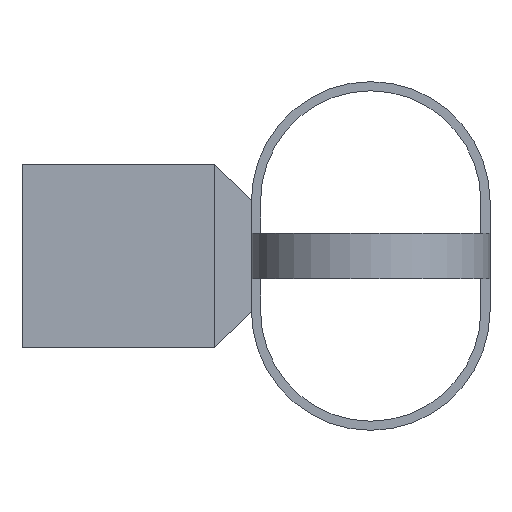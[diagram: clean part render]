
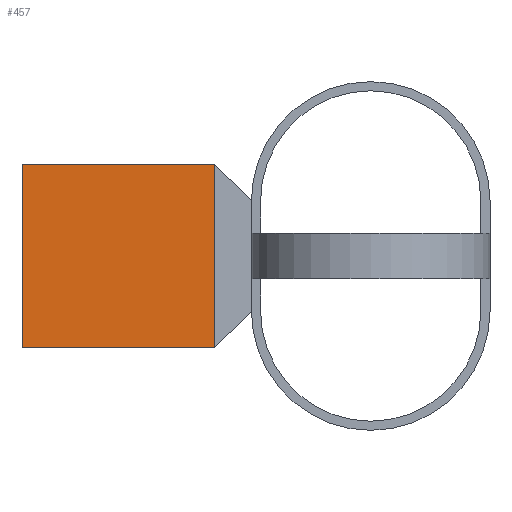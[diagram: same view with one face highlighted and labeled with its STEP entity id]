
A CAD part, left-side view. The second image highlights one B-rep face of the part: STEP entity #457.
In plain terms, the highlighted planar face has unit normal (-1, 0, 0).
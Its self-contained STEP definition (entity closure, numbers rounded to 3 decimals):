
#2 = CARTESIAN_POINT ( 'NONE',  ( -5., 25.5, -5. ) ) ;
#38 = ORIENTED_EDGE ( 'NONE', *, *, #245, .T. ) ;
#44 = VERTEX_POINT ( 'NONE', #70 ) ;
#70 = CARTESIAN_POINT ( 'NONE',  ( -5., 15., 5. ) ) ;
#74 = CARTESIAN_POINT ( 'NONE',  ( -5., 25.5, -5. ) ) ;
#107 = VECTOR ( 'NONE', #246, 1000. ) ;
#127 = DIRECTION ( 'NONE',  ( 0., -1., 0. ) ) ;
#128 = CARTESIAN_POINT ( 'NONE',  ( -5., 25.5, 5. ) ) ;
#149 = CARTESIAN_POINT ( 'NONE',  ( -5., 25.5, -5. ) ) ;
#155 = PLANE ( 'NONE',  #567 ) ;
#180 = EDGE_CURVE ( 'NONE', #967, #313, #996, .T. ) ;
#245 = EDGE_CURVE ( 'NONE', #769, #44, #419, .T. ) ;
#246 = DIRECTION ( 'NONE',  ( 0., 0., 1. ) ) ;
#255 = VECTOR ( 'NONE', #127, 1000. ) ;
#264 = DIRECTION ( 'NONE',  ( 1., 0., 0. ) ) ;
#313 = VERTEX_POINT ( 'NONE', #128 ) ;
#342 = FACE_OUTER_BOUND ( 'NONE', #347, .T. ) ;
#347 = EDGE_LOOP ( 'NONE', ( #1035, #38, #512, #970 ) ) ;
#386 = LINE ( 'NONE', #149, #255 ) ;
#399 = CARTESIAN_POINT ( 'NONE',  ( -5., 25.5, -5. ) ) ;
#402 = CARTESIAN_POINT ( 'NONE',  ( -5., 15., -5. ) ) ;
#419 = LINE ( 'NONE', #1008, #1048 ) ;
#449 = EDGE_CURVE ( 'NONE', #313, #44, #513, .T. ) ;
#457 = ADVANCED_FACE ( 'NONE', ( #342 ), #155, .F. ) ;
#512 = ORIENTED_EDGE ( 'NONE', *, *, #449, .F. ) ;
#513 = LINE ( 'NONE', #1001, #961 ) ;
#567 = AXIS2_PLACEMENT_3D ( 'NONE', #399, #264, #686 ) ;
#627 = EDGE_CURVE ( 'NONE', #967, #769, #386, .T. ) ;
#686 = DIRECTION ( 'NONE',  ( 0., 1., 0. ) ) ;
#765 = DIRECTION ( 'NONE',  ( 0., 0., 1. ) ) ;
#769 = VERTEX_POINT ( 'NONE', #402 ) ;
#836 = DIRECTION ( 'NONE',  ( 0., -1., 0. ) ) ;
#961 = VECTOR ( 'NONE', #836, 1000. ) ;
#967 = VERTEX_POINT ( 'NONE', #2 ) ;
#970 = ORIENTED_EDGE ( 'NONE', *, *, #180, .F. ) ;
#996 = LINE ( 'NONE', #74, #107 ) ;
#1001 = CARTESIAN_POINT ( 'NONE',  ( -5., 25.5, 5. ) ) ;
#1008 = CARTESIAN_POINT ( 'NONE',  ( -5., 15., -5. ) ) ;
#1035 = ORIENTED_EDGE ( 'NONE', *, *, #627, .T. ) ;
#1048 = VECTOR ( 'NONE', #765, 1000. ) ;
